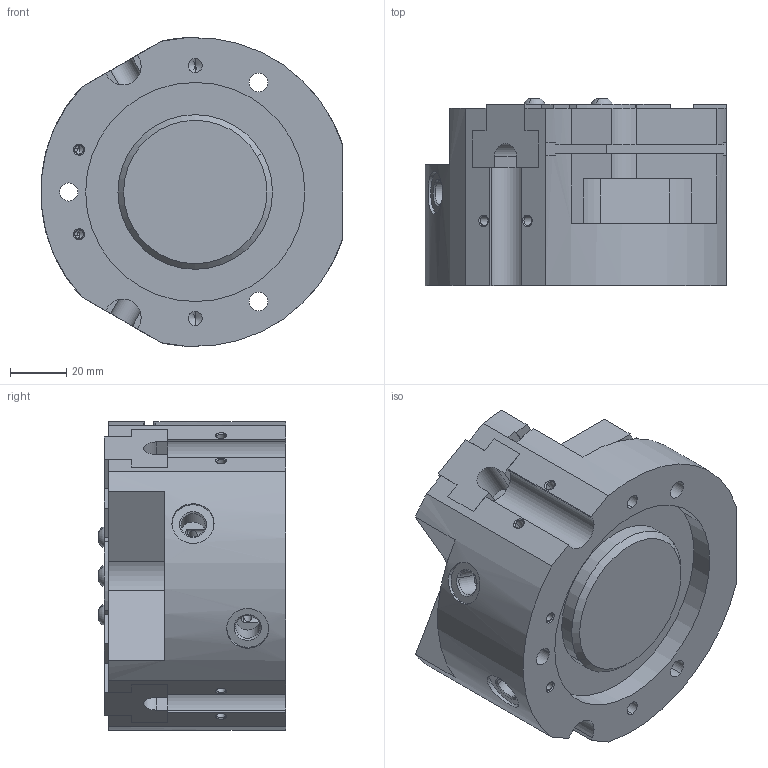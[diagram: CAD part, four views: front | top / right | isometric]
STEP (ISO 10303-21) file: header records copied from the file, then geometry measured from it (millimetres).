
FILE_DESCRIPTION( ( '' ), '1' );
FILE_NAME( 'dts311_dt311aaa_0_2_14a.stp', '2010-10-25T12:26:44', ( '' ), ( '' ), ' ', ' ', ' ' );
FILE_SCHEMA( ( 'automotive_design' ) );
Length unit declared in the file: millimetre
Products named in the file (4): 1; 2; 3; 4
Bounding box: 107.31 x 66.7 x 109.85 mm (x, y, z)
Volume: 463305.5 mm3; surface area: 77856.9 mm2
Topology: 4 solids, 4 shells, 328 faces, 863 edges, 526 vertices
Faces by surface type: plane 155, cylinder 87, cone 80, torus 6
Entity records: 19597 total; most frequent: CARTESIAN_POINT 2127, DIRECTION 1701, STYLED_ITEM 1677, PRESENTATION_STYLE_ASSIGNMENT 1677, COLOUR_RGB 1677, ORIENTED_EDGE 1638, EDGE_CURVE 819, CURVE_STYLE 819
